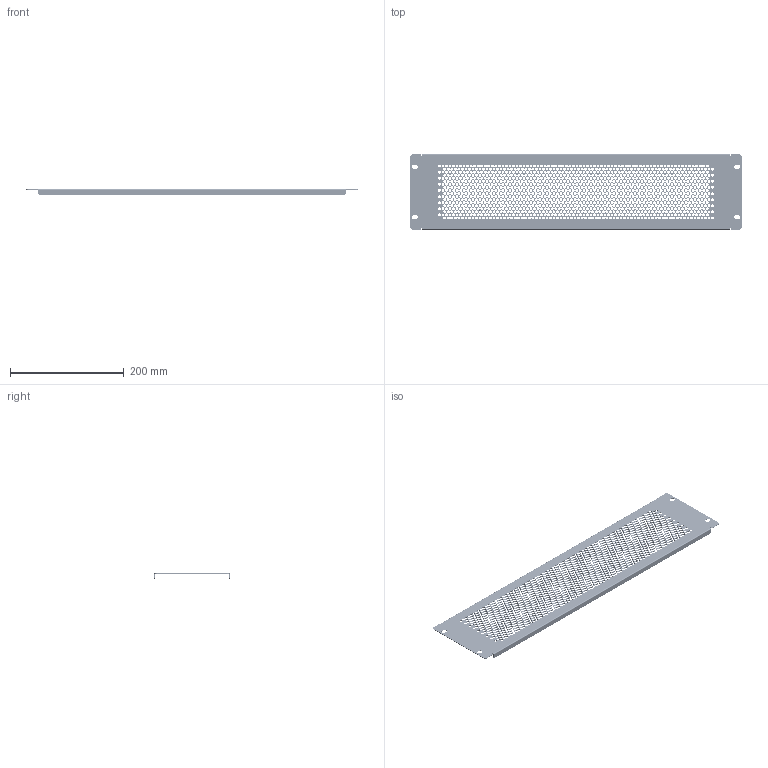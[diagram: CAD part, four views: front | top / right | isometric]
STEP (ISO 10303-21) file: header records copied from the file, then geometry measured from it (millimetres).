
FILE_DESCRIPTION (( 'STEP AP214' ), '1' );
FILE_NAME ('LC23INSP3UP_3D.step', '2024-04-04T23:20:14', ( '' ), ( '' ), 'SwSTEP 2.0', 'SolidWorks 2022', '' );
FILE_SCHEMA (( 'AUTOMOTIVE_DESIGN' ));
Length unit declared in the file: millimetre
Products named in the file (1): LC23INSP3UP_3D
Bounding box: 584.2 x 132.5 x 9.7 mm (x, y, z)
Volume: 58857.3 mm3; surface area: 141077.9 mm2
Topology: 1 solids, 1 shells, 2838 faces, 8492 edges, 5656 vertices
Faces by surface type: cylinder 2796, plane 42
Entity records: 104654 total; most frequent: DIRECTION 19762, CARTESIAN_POINT 16987, ORIENTED_EDGE 16984, EDGE_CURVE 8492, AXIS2_PLACEMENT_3D 8431, VERTEX_POINT 5656, EDGE_LOOP 5618, CIRCLE 5592
